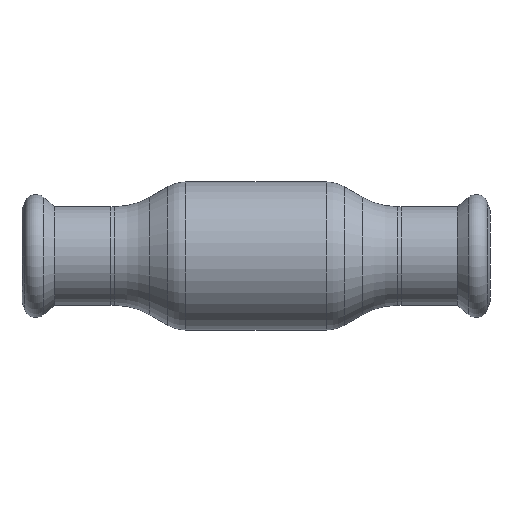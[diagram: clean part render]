
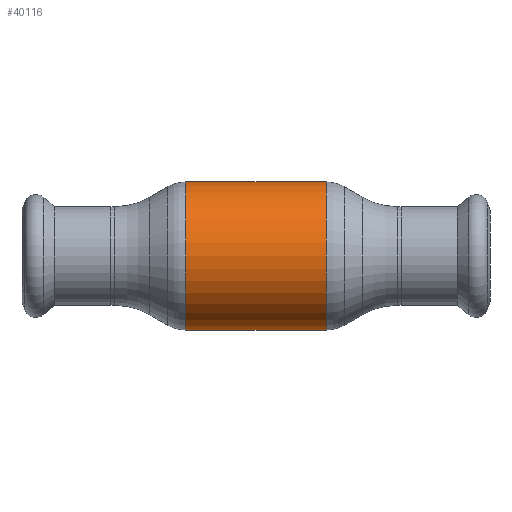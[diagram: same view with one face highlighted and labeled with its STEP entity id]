
A CAD part, front view. The second image highlights one B-rep face of the part: STEP entity #40116.
In plain terms, the highlighted cylindrical face has radius 19 mm (diameter 38 mm), a partial arc.
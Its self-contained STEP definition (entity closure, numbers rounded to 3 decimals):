
#362 = FACE_OUTER_BOUND ( 'NONE', #34201, .T. ) ;
#2813 = VERTEX_POINT ( 'NONE', #42080 ) ;
#5549 = DIRECTION ( 'NONE',  ( -1., 0., 0. ) ) ;
#6440 = CARTESIAN_POINT ( 'NONE',  ( -18.088, 0., -19. ) ) ;
#7311 = DIRECTION ( 'NONE',  ( -1., 0., 0. ) ) ;
#7417 = AXIS2_PLACEMENT_3D ( 'NONE', #42620, #7311, #37164 ) ;
#11838 = DIRECTION ( 'NONE',  ( 0., 0., 1. ) ) ;
#12207 = VECTOR ( 'NONE', #5549, 1000. ) ;
#12226 = ORIENTED_EDGE ( 'NONE', *, *, #25046, .T. ) ;
#19217 = CARTESIAN_POINT ( 'NONE',  ( -62.69, 0., -19. ) ) ;
#19884 = CARTESIAN_POINT ( 'NONE',  ( -18.088, 0., 19. ) ) ;
#21953 = CARTESIAN_POINT ( 'NONE',  ( -18.088, 0., 0. ) ) ;
#22144 = ORIENTED_EDGE ( 'NONE', *, *, #37174, .T. ) ;
#23384 = CARTESIAN_POINT ( 'NONE',  ( 18.088, 0., -19. ) ) ;
#24615 = DIRECTION ( 'NONE',  ( 0., 0., 1. ) ) ;
#24721 = CIRCLE ( 'NONE', #43112, 19. ) ;
#25046 = EDGE_CURVE ( 'NONE', #2813, #37877, #30838, .T. ) ;
#25472 = ORIENTED_EDGE ( 'NONE', *, *, #33167, .F. ) ;
#27114 = CARTESIAN_POINT ( 'NONE',  ( -62.69, 0., 19. ) ) ;
#27361 = LINE ( 'NONE', #19217, #12207 ) ;
#30838 = LINE ( 'NONE', #27114, #33524 ) ;
#32276 = CYLINDRICAL_SURFACE ( 'NONE', #7417, 19. ) ;
#33167 = EDGE_CURVE ( 'NONE', #50881, #34750, #27361, .T. ) ;
#33524 = VECTOR ( 'NONE', #36308, 1000. ) ;
#33558 = CARTESIAN_POINT ( 'NONE',  ( 18.088, 0., 0. ) ) ;
#34201 = EDGE_LOOP ( 'NONE', ( #25472, #22144, #12226, #49647 ) ) ;
#34400 = DIRECTION ( 'NONE',  ( -1., 0., 0. ) ) ;
#34750 = VERTEX_POINT ( 'NONE', #6440 ) ;
#36308 = DIRECTION ( 'NONE',  ( -1., 0., 0. ) ) ;
#37164 = DIRECTION ( 'NONE',  ( 0., 0., 1. ) ) ;
#37174 = EDGE_CURVE ( 'NONE', #50881, #2813, #47819, .T. ) ;
#37877 = VERTEX_POINT ( 'NONE', #19884 ) ;
#40116 = ADVANCED_FACE ( 'NONE', ( #362 ), #32276, .T. ) ;
#42080 = CARTESIAN_POINT ( 'NONE',  ( 18.088, 0., 19. ) ) ;
#42620 = CARTESIAN_POINT ( 'NONE',  ( -62.69, 0., 0. ) ) ;
#43112 = AXIS2_PLACEMENT_3D ( 'NONE', #21953, #34400, #11838 ) ;
#46005 = AXIS2_PLACEMENT_3D ( 'NONE', #33558, #55510, #24615 ) ;
#47819 = CIRCLE ( 'NONE', #46005, 19. ) ;
#49114 = EDGE_CURVE ( 'NONE', #34750, #37877, #24721, .T. ) ;
#49647 = ORIENTED_EDGE ( 'NONE', *, *, #49114, .F. ) ;
#50881 = VERTEX_POINT ( 'NONE', #23384 ) ;
#55510 = DIRECTION ( 'NONE',  ( -1., 0., 0. ) ) ;
